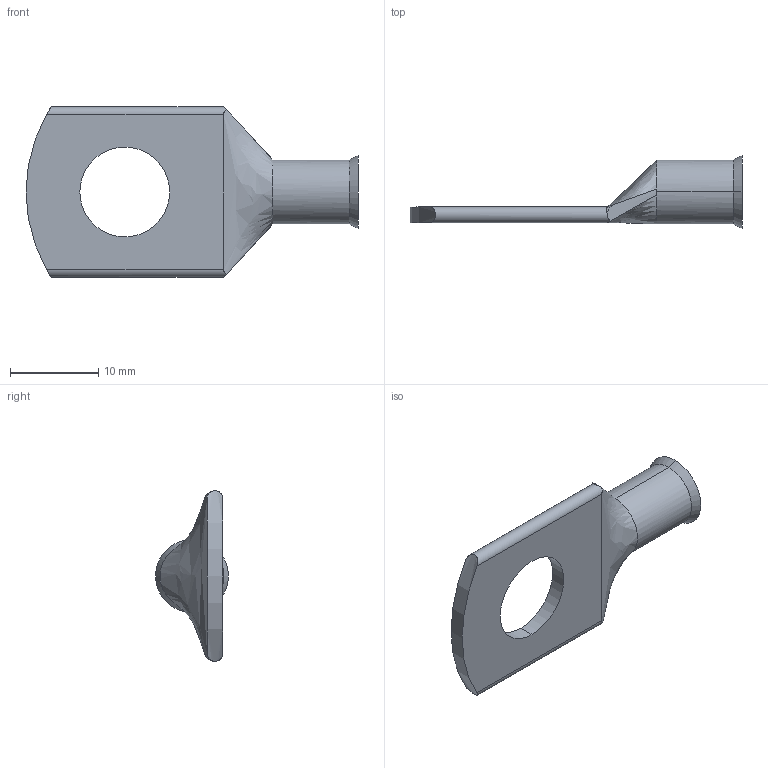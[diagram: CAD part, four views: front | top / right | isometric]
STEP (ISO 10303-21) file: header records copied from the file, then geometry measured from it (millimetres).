
FILE_DESCRIPTION (( 'STEP AP214' ), '1' );
FILE_NAME ('MD0838PX.STEP', '2022-06-27T11:09:36', ( '' ), ( '' ), 'SwSTEP 2.0', 'SolidWorks 2021', '' );
FILE_SCHEMA (( 'AUTOMOTIVE_DESIGN' ));
Length unit declared in the file: millimetre
Products named in the file (1): MD0838PX
Bounding box: 37.58 x 8.24 x 19.3 mm (x, y, z)
Volume: 1003.1 mm3; surface area: 1467.3 mm2
Topology: 1 solids, 1 shells, 29 faces, 72 edges, 46 vertices
Faces by surface type: cylinder 10, bspline 10, plane 5, cone 4
Entity records: 3064 total; most frequent: CARTESIAN_POINT 2402, ORIENTED_EDGE 144, DIRECTION 105, EDGE_CURVE 72, VERTEX_POINT 46, AXIS2_PLACEMENT_3D 40, EDGE_LOOP 32, FACE_OUTER_BOUND 29
